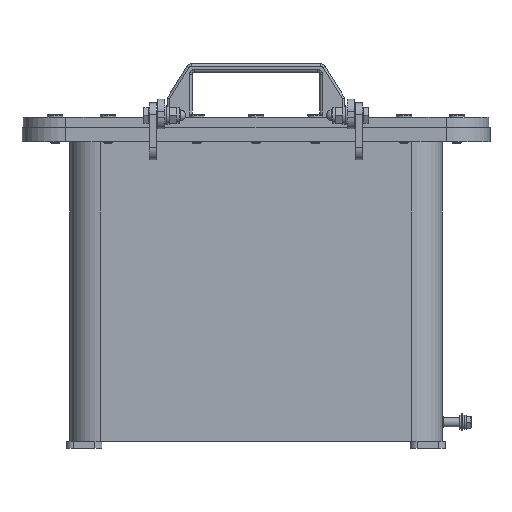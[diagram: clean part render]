
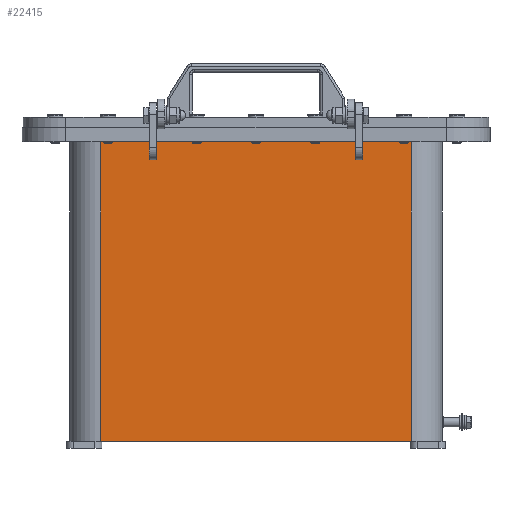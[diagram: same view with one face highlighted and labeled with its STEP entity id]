
A CAD part, left-side view. The second image highlights one B-rep face of the part: STEP entity #22415.
In plain terms, the highlighted planar face has unit normal (-1, 0, 0).
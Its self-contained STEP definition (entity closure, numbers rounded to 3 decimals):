
#134 = ORIENTED_EDGE ( 'NONE', *, *, #16667, .F. ) ;
#395 = DIRECTION ( 'NONE',  ( 0., 0., 1. ) ) ;
#598 = CARTESIAN_POINT ( 'NONE',  ( -120.5, 131., 0. ) ) ;
#734 = ORIENTED_EDGE ( 'NONE', *, *, #9182, .F. ) ;
#1618 = DIRECTION ( 'NONE',  ( 0., -1., 0. ) ) ;
#1800 = CARTESIAN_POINT ( 'NONE',  ( -120.5, 131., -252.5 ) ) ;
#2479 = LINE ( 'NONE', #13210, #22157 ) ;
#3036 = VECTOR ( 'NONE', #1618, 1000. ) ;
#3067 = FACE_OUTER_BOUND ( 'NONE', #9780, .T. ) ;
#3071 = DIRECTION ( 'NONE',  ( 0., -1., 0. ) ) ;
#3581 = AXIS2_PLACEMENT_3D ( 'NONE', #8794, #4721, #6521 ) ;
#3758 = EDGE_CURVE ( 'NONE', #16121, #21108, #7144, .T. ) ;
#3801 = CARTESIAN_POINT ( 'NONE',  ( -120.5, 130., -252.5 ) ) ;
#4721 = DIRECTION ( 'NONE',  ( -1., 0., 0. ) ) ;
#5325 = EDGE_CURVE ( 'NONE', #21108, #24083, #12490, .T. ) ;
#6521 = DIRECTION ( 'NONE',  ( 0., 0., 1. ) ) ;
#6534 = VERTEX_POINT ( 'NONE', #14740 ) ;
#7076 = VECTOR ( 'NONE', #395, 1000. ) ;
#7144 = LINE ( 'NONE', #22583, #24279 ) ;
#8346 = VECTOR ( 'NONE', #21256, 1000. ) ;
#8604 = PLANE ( 'NONE',  #3581 ) ;
#8794 = CARTESIAN_POINT ( 'NONE',  ( -120.5, -131., -252.5 ) ) ;
#9182 = EDGE_CURVE ( 'NONE', #6534, #11252, #11829, .T. ) ;
#9383 = CARTESIAN_POINT ( 'NONE',  ( -120.5, 131., -252.5 ) ) ;
#9780 = EDGE_LOOP ( 'NONE', ( #11927, #134, #734, #22592, #16039, #14881 ) ) ;
#11252 = VERTEX_POINT ( 'NONE', #598 ) ;
#11829 = LINE ( 'NONE', #12317, #7076 ) ;
#11927 = ORIENTED_EDGE ( 'NONE', *, *, #5325, .T. ) ;
#12317 = CARTESIAN_POINT ( 'NONE',  ( -120.5, 131., -252.5 ) ) ;
#12490 = LINE ( 'NONE', #19307, #8346 ) ;
#13163 = VERTEX_POINT ( 'NONE', #3801 ) ;
#13210 = CARTESIAN_POINT ( 'NONE',  ( -120.5, -78.5, 0. ) ) ;
#13231 = CARTESIAN_POINT ( 'NONE',  ( -120.5, -130., -252.5 ) ) ;
#14740 = CARTESIAN_POINT ( 'NONE',  ( -120.5, 131., -252.5 ) ) ;
#14881 = ORIENTED_EDGE ( 'NONE', *, *, #3758, .T. ) ;
#16039 = ORIENTED_EDGE ( 'NONE', *, *, #20921, .T. ) ;
#16121 = VERTEX_POINT ( 'NONE', #13231 ) ;
#16667 = EDGE_CURVE ( 'NONE', #11252, #24083, #2479, .T. ) ;
#17829 = EDGE_CURVE ( 'NONE', #6534, #13163, #25870, .T. ) ;
#18105 = LINE ( 'NONE', #9383, #19378 ) ;
#18733 = DIRECTION ( 'NONE',  ( 0., -1., 0. ) ) ;
#19307 = CARTESIAN_POINT ( 'NONE',  ( -120.5, -131., -252.5 ) ) ;
#19378 = VECTOR ( 'NONE', #3071, 1000. ) ;
#20921 = EDGE_CURVE ( 'NONE', #13163, #16121, #18105, .T. ) ;
#21108 = VERTEX_POINT ( 'NONE', #26313 ) ;
#21256 = DIRECTION ( 'NONE',  ( 0., 0., 1. ) ) ;
#21347 = DIRECTION ( 'NONE',  ( 0., -1., 0. ) ) ;
#22157 = VECTOR ( 'NONE', #21347, 1000. ) ;
#22415 = ADVANCED_FACE ( 'NONE', ( #3067 ), #8604, .T. ) ;
#22583 = CARTESIAN_POINT ( 'NONE',  ( -120.5, 131., -252.5 ) ) ;
#22592 = ORIENTED_EDGE ( 'NONE', *, *, #17829, .T. ) ;
#22969 = CARTESIAN_POINT ( 'NONE',  ( -120.5, -131., 0. ) ) ;
#24083 = VERTEX_POINT ( 'NONE', #22969 ) ;
#24279 = VECTOR ( 'NONE', #18733, 1000. ) ;
#25870 = LINE ( 'NONE', #1800, #3036 ) ;
#26313 = CARTESIAN_POINT ( 'NONE',  ( -120.5, -131., -252.5 ) ) ;
